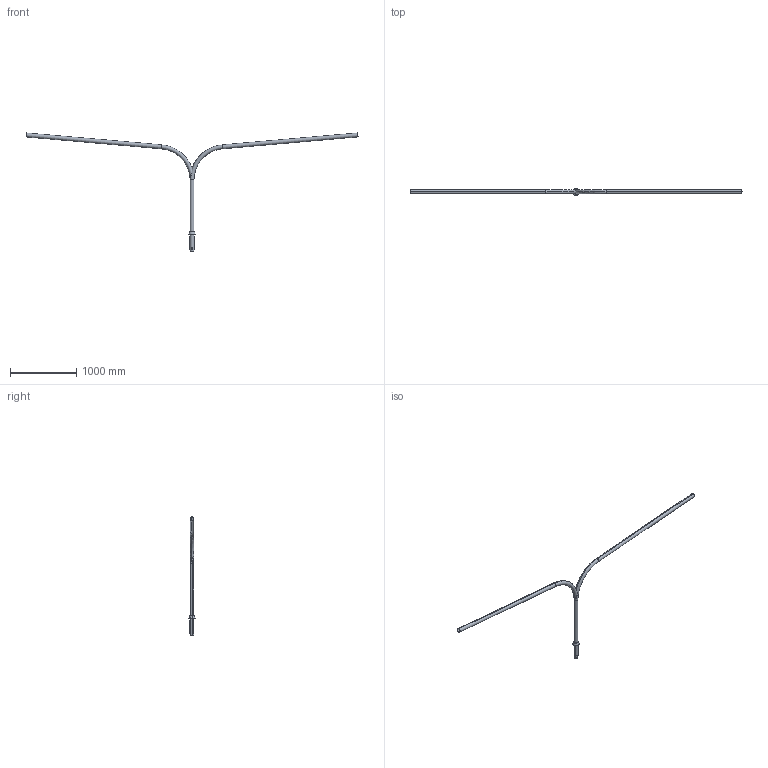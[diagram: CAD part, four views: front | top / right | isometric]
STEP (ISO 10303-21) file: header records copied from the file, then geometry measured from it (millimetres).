
FILE_DESCRIPTION (( 'STEP AP214' ), '1' );
FILE_NAME ('130530KXXX T125BO 4608265 T-OLAKEVARSI_3D.step', '2022-05-28T14:38:30', ( '' ), ( '' ), 'SwSTEP 2.0', 'SolidWorks 2021', '' );
FILE_SCHEMA (( 'AUTOMOTIVE_DESIGN' ));
Length unit declared in the file: millimetre
Products named in the file (5): OLAKEVARREN LATTA_LATTA 3X9,5X200; SOVITERENGAS OLAKEVARSI_SOVITERENGAS D60-D89; 130530KXXX T125BO 4608265 T-OLAKEVARSI_3D; OLAKE T-VARREN LYHYEMPI AIHIO_T125BO; OLAKE T-VARREN PIDEMPI AIHIO_T125BO
Assembly tree (6 placements, depth 2):
  130530KXXX T125BO 4608265 T-OLAKEVARSI_3D
    OLAKE T-VARREN PIDEMPI AIHIO_T125BO
    OLAKE T-VARREN LYHYEMPI AIHIO_T125BO
    SOVITERENGAS OLAKEVARSI_SOVITERENGAS D60-D89
    OLAKEVARREN LATTA_LATTA 3X9,5X200  x3
Bounding box: 5005.24 x 100 x 1780.04 mm (x, y, z)
Volume: 3451745.1 mm3; surface area: 2388886.5 mm2
Topology: 6 solids, 6 shells, 73 faces, 163 edges, 98 vertices
Faces by surface type: plane 27, cylinder 20, torus 11, cone 10, bspline 5
Entity records: 4424 total; most frequent: CARTESIAN_POINT 2835, DIRECTION 316, ORIENTED_EDGE 278, EDGE_CURVE 139, AXIS2_PLACEMENT_3D 129, VERTEX_POINT 82, EDGE_LOOP 65, CIRCLE 64
